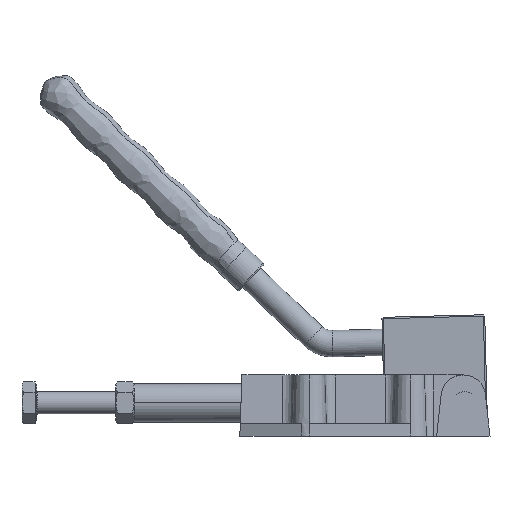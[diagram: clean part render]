
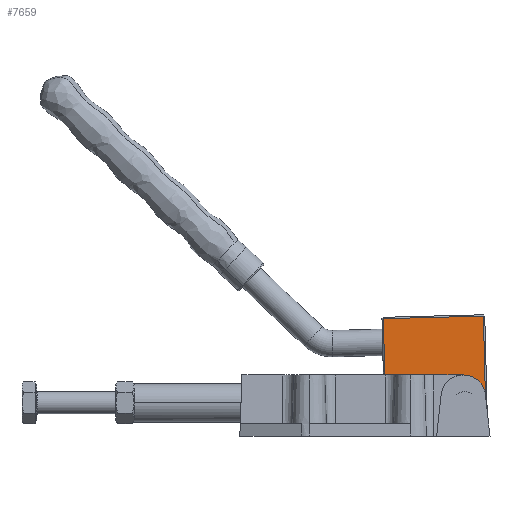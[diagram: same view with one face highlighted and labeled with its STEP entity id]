
A CAD part, top view. The second image highlights one B-rep face of the part: STEP entity #7659.
In plain terms, the highlighted planar face has unit normal (0, 0, 1).
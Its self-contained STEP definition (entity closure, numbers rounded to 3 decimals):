
#104 = AXIS2_PLACEMENT_3D ( 'NONE', #8124, #3583, #8878 ) ;
#188 = DIRECTION ( 'NONE',  ( 1., 0., 0. ) ) ;
#230 = CARTESIAN_POINT ( 'NONE',  ( 52.9, 12., 8.9 ) ) ;
#308 = ORIENTED_EDGE ( 'NONE', *, *, #8833, .T. ) ;
#336 = EDGE_CURVE ( 'NONE', #1809, #1576, #6575, .T. ) ;
#368 = DIRECTION ( 'NONE',  ( 1., 0., 0. ) ) ;
#514 = CARTESIAN_POINT ( 'NONE',  ( 27.586, 4.281, 8.9 ) ) ;
#746 = FACE_OUTER_BOUND ( 'NONE', #9396, .T. ) ;
#910 = ORIENTED_EDGE ( 'NONE', *, *, #5939, .T. ) ;
#1224 = CARTESIAN_POINT ( 'NONE',  ( 42.505, 11.595, 8.9 ) ) ;
#1489 = EDGE_CURVE ( 'NONE', #6070, #5763, #3349, .T. ) ;
#1528 = AXIS2_PLACEMENT_3D ( 'NONE', #8828, #5438, #2192 ) ;
#1576 = VERTEX_POINT ( 'NONE', #3642 ) ;
#1728 = EDGE_CURVE ( 'NONE', #3822, #5334, #4284, .T. ) ;
#1809 = VERTEX_POINT ( 'NONE', #1224 ) ;
#1869 = EDGE_CURVE ( 'NONE', #5334, #3822, #8651, .T. ) ;
#1918 = CARTESIAN_POINT ( 'NONE',  ( 62.601, 43.68, 8.9 ) ) ;
#1931 = EDGE_CURVE ( 'NONE', #5763, #6360, #2371, .T. ) ;
#2192 = DIRECTION ( 'NONE',  ( 1., 0., 0. ) ) ;
#2210 = AXIS2_PLACEMENT_3D ( 'NONE', #7037, #4046, #9330 ) ;
#2371 = LINE ( 'NONE', #7009, #8177 ) ;
#2584 = CIRCLE ( 'NONE', #104, 2.6 ) ;
#2814 = DIRECTION ( 'NONE',  ( 1., 0.025, 0. ) ) ;
#2841 = DIRECTION ( 'NONE',  ( 0., 0., 1. ) ) ;
#2888 = CARTESIAN_POINT ( 'NONE',  ( 58.9, 12., 8.9 ) ) ;
#2997 = DIRECTION ( 'NONE',  ( -1., -0.025, 0. ) ) ;
#3349 = LINE ( 'NONE', #5326, #5350 ) ;
#3583 = DIRECTION ( 'NONE',  ( 0., 0., -1. ) ) ;
#3642 = CARTESIAN_POINT ( 'NONE',  ( 37.305, 11.595, 8.9 ) ) ;
#3819 = CARTESIAN_POINT ( 'NONE',  ( 62.613, 43.18, 8.9 ) ) ;
#3822 = VERTEX_POINT ( 'NONE', #2888 ) ;
#3963 = EDGE_LOOP ( 'NONE', ( #6328, #5140 ) ) ;
#4046 = DIRECTION ( 'NONE',  ( 0., 0., 1. ) ) ;
#4284 = CIRCLE ( 'NONE', #1528, 3. ) ;
#4339 = EDGE_CURVE ( 'NONE', #1576, #1809, #2584, .T. ) ;
#5140 = ORIENTED_EDGE ( 'NONE', *, *, #1728, .F. ) ;
#5276 = ORIENTED_EDGE ( 'NONE', *, *, #1489, .T. ) ;
#5326 = CARTESIAN_POINT ( 'NONE',  ( 26.125, 42.257, 8.9 ) ) ;
#5334 = VERTEX_POINT ( 'NONE', #230 ) ;
#5350 = VECTOR ( 'NONE', #2997, 1000. ) ;
#5384 = EDGE_LOOP ( 'NONE', ( #9251, #6234 ) ) ;
#5438 = DIRECTION ( 'NONE',  ( 0., 0., 1. ) ) ;
#5508 = ORIENTED_EDGE ( 'NONE', *, *, #1931, .T. ) ;
#5518 = PLANE ( 'NONE',  #2210 ) ;
#5700 = DIRECTION ( 'NONE',  ( -0.025, 1., 0. ) ) ;
#5763 = VERTEX_POINT ( 'NONE', #6240 ) ;
#5939 = EDGE_CURVE ( 'NONE', #8760, #6070, #7234, .T. ) ;
#6070 = VERTEX_POINT ( 'NONE', #3819 ) ;
#6156 = CARTESIAN_POINT ( 'NONE',  ( 55.9, 12., 8.9 ) ) ;
#6234 = ORIENTED_EDGE ( 'NONE', *, *, #4339, .T. ) ;
#6240 = CARTESIAN_POINT ( 'NONE',  ( 26.625, 42.269, 8.9 ) ) ;
#6328 = ORIENTED_EDGE ( 'NONE', *, *, #1869, .F. ) ;
#6360 = VERTEX_POINT ( 'NONE', #514 ) ;
#6564 = FACE_BOUND ( 'NONE', #5384, .T. ) ;
#6575 = CIRCLE ( 'NONE', #7415, 2.6 ) ;
#6578 = CARTESIAN_POINT ( 'NONE',  ( 64.075, 5.205, 8.9 ) ) ;
#7009 = CARTESIAN_POINT ( 'NONE',  ( 27.599, 3.781, 8.9 ) ) ;
#7037 = CARTESIAN_POINT ( 'NONE',  ( 26.112, 42.756, 8.9 ) ) ;
#7084 = DIRECTION ( 'NONE',  ( 0., 0., -1. ) ) ;
#7234 = LINE ( 'NONE', #1918, #8990 ) ;
#7238 = CARTESIAN_POINT ( 'NONE',  ( 63.575, 5.192, 8.9 ) ) ;
#7415 = AXIS2_PLACEMENT_3D ( 'NONE', #9465, #7084, #188 ) ;
#7659 = ADVANCED_FACE ( 'NONE', ( #8359, #6564, #746 ), #5518, .T. ) ;
#7730 = VECTOR ( 'NONE', #2814, 1000. ) ;
#7806 = DIRECTION ( 'NONE',  ( 0.025, -1., 0. ) ) ;
#8121 = AXIS2_PLACEMENT_3D ( 'NONE', #6156, #2841, #368 ) ;
#8124 = CARTESIAN_POINT ( 'NONE',  ( 39.905, 11.595, 8.9 ) ) ;
#8177 = VECTOR ( 'NONE', #7806, 1000. ) ;
#8359 = FACE_BOUND ( 'NONE', #3963, .T. ) ;
#8651 = CIRCLE ( 'NONE', #8121, 3. ) ;
#8760 = VERTEX_POINT ( 'NONE', #7238 ) ;
#8828 = CARTESIAN_POINT ( 'NONE',  ( 55.9, 12., 8.9 ) ) ;
#8833 = EDGE_CURVE ( 'NONE', #6360, #8760, #9501, .T. ) ;
#8878 = DIRECTION ( 'NONE',  ( 1., 0., 0. ) ) ;
#8990 = VECTOR ( 'NONE', #5700, 1000. ) ;
#9251 = ORIENTED_EDGE ( 'NONE', *, *, #336, .T. ) ;
#9330 = DIRECTION ( 'NONE',  ( 1., 0.025, 0. ) ) ;
#9396 = EDGE_LOOP ( 'NONE', ( #5508, #308, #910, #5276 ) ) ;
#9465 = CARTESIAN_POINT ( 'NONE',  ( 39.905, 11.595, 8.9 ) ) ;
#9501 = LINE ( 'NONE', #6578, #7730 ) ;
